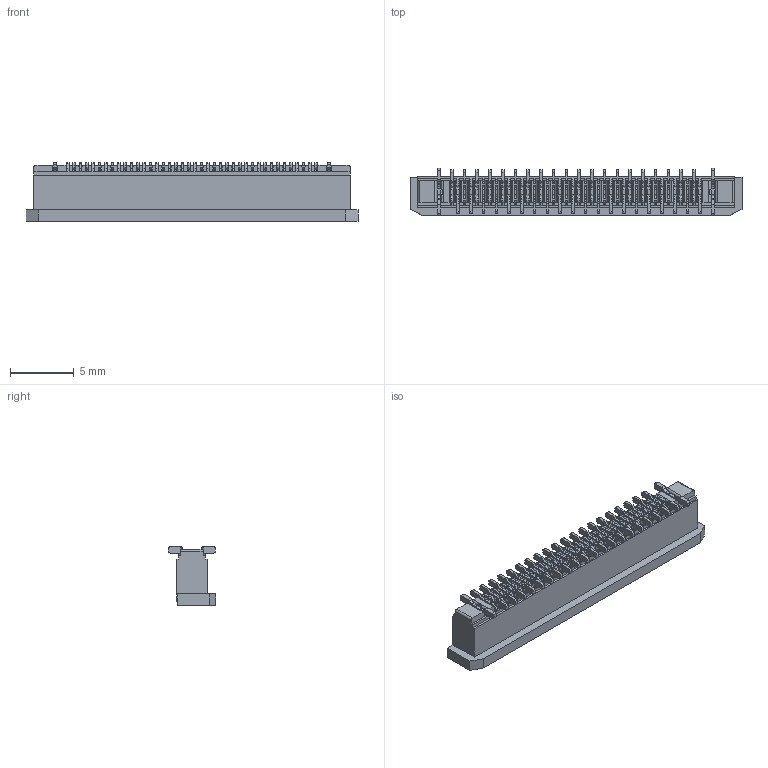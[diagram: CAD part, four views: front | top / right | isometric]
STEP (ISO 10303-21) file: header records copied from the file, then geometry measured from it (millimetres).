
FILE_DESCRIPTION(('CoCreate Modeling STEP Export'),'2;1');
FILE_NAME('0.5-6-40Pin-zhegnjiao.stp','2018-12-05T16:36:26',(''),(''),'CoCreate Modeling STEP processor for AP214 (Solid Model)','CoCreate Modeling 17.0 01-Apr-2010 (C) Parametric Technology GmbH','');
FILE_SCHEMA(('AUTOMOTIVE_DESIGN { 1 0 10303 214 1 1 1 1 }'));
Length unit declared in the file: millimetre
Products named in the file (2): 0.5-6-40pin正脚
Assembly tree (1 placements, depth 2):
  0.5-6-40pin正脚
    0.5-6-40pin正脚
Bounding box: 26.06 x 3.69 x 4.6 mm (x, y, z)
Volume: 248.8 mm3; surface area: 780.3 mm2
Topology: 1 solids, 1 shells, 1891 faces, 5885 edges, 3838 vertices
Faces by surface type: cylinder 958, plane 933
Entity records: 61933 total; most frequent: ORIENTED_EDGE 11770, CARTESIAN_POINT 10740, DIRECTION 10176, EDGE_CURVE 5885, VERTEX_POINT 3838, VECTOR 3628, LINE 3628, AXIS2_PLACEMENT_3D 3274
